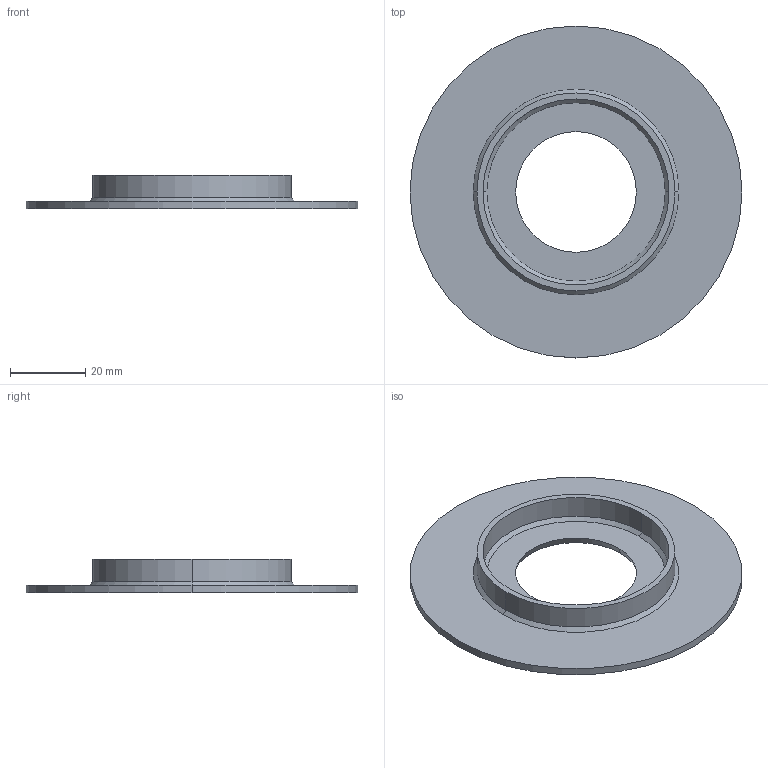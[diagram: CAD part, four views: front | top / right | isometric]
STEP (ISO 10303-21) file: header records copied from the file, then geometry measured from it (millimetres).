
FILE_DESCRIPTION (( 'STEP AP214' ), '1' );
FILE_NAME ('Centering disc x3d 53mm.STEP', '2024-12-08T07:00:16', ( '' ), ( '' ), 'SwSTEP 2.0', 'SolidWorks 2020', '' );
FILE_SCHEMA (( 'AUTOMOTIVE_DESIGN' ));
Length unit declared in the file: millimetre
Products named in the file (1): Centering disc x3d 53mm
Bounding box: 88 x 88 x 9 mm (x, y, z)
Volume: 12421.7 mm3; surface area: 13352.9 mm2
Topology: 1 solids, 1 shells, 133 faces, 359 edges, 238 vertices
Faces by surface type: plane 66, bspline 55, cone 6, cylinder 6
Entity records: 6889 total; most frequent: CARTESIAN_POINT 3866, ORIENTED_EDGE 718, DIRECTION 427, EDGE_CURVE 359, VERTEX_POINT 238, LINE 229, VECTOR 229, EDGE_LOOP 145
